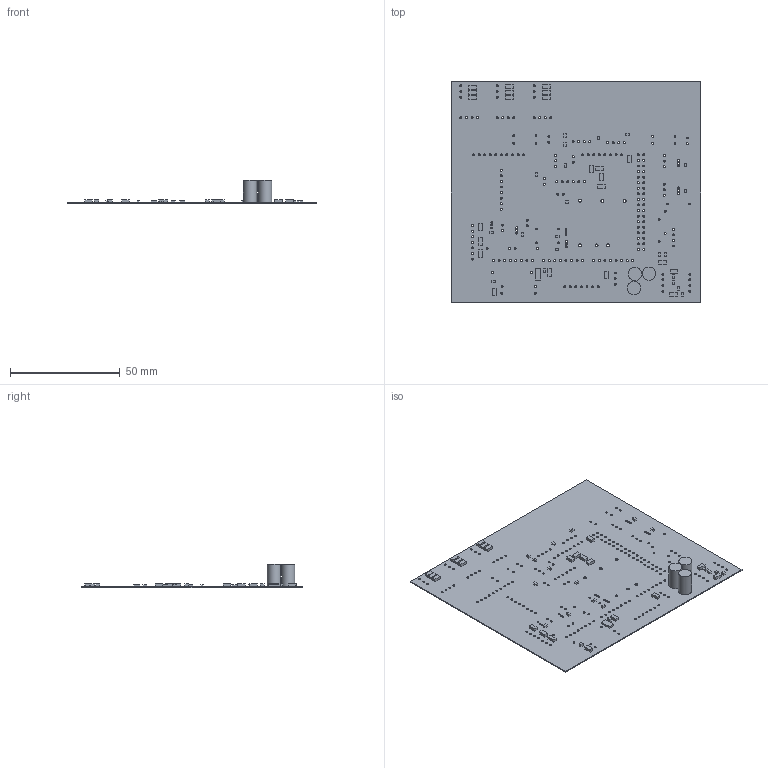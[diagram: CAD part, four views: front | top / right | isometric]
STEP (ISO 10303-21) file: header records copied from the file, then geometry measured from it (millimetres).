
FILE_DESCRIPTION(('Open CASCADE Model'),'2;1');
FILE_NAME('Open CASCADE Shape Model','2017-06-29T10:53:40',('Author'),( 'Open CASCADE'),'Open CASCADE STEP processor 6.8','Open CASCADE 6.8' ,'Unknown');
FILE_SCHEMA(('AUTOMOTIVE_DESIGN { 1 0 10303 214 1 1 1 1 }'));
Length unit declared in the file: millimetre
Products named in the file (68): PCB; Board; C5; 739455968; Extruded; C6; 739456104; C7; 739456240; C8; C12; 739455832; C13; C14; C15; C16; C17; C18; C19; C20; C21; C22; C23; C24; C25; C26; C27; C28; C29; C30; C31; C32; ILED3; 739267248; Cylinder; ILED4; 742396512; ILED5; R10; 739461952 ...
Assembly tree (106 placements, depth 4):
  PCB
    Board
    C5
      739455968
        Extruded
    C6
      739456104
        Extruded
    C7
      739456240
        Extruded
    C8
      739455968
        Extruded
    C12
      739455832
        Extruded
    C13
      739455832
        Extruded
    C14
      739455832
        Extruded
    C15
      739455968
        Extruded
    C16
      739455968
        Extruded
    C17
      739455968
        Extruded
    C18
      739455832
        Extruded
    C19
      739455832
        Extruded
    C20
      739455968
        Extruded
    C21
      739455968
        Extruded
    C22
      739455968
        Extruded
    C23
      739455968
        Extruded
    C24
      739455832
        Extruded
    C25
      739455832
        Extruded
    C26
      739455832
        Extruded
    C27
Bounding box: 113.67 x 100.58 x 10.51 mm (x, y, z)
Volume: 5719.4 mm3; surface area: 24557.9 mm2
Topology: 49 solids, 49 shells, 516 faces, 1254 edges, 836 vertices
Faces by surface type: plane 282, cylinder 234
Full cylindrical faces by diameter (mm): 0.8 x18, 0.85 x28, 0.9 x179, 1.3 x6, 6 x3
Entity records: 23773 total; most frequent: CARTESIAN_POINT 6199, DIRECTION 3165, ORIENTED_EDGE 1590, PCURVE 1590, DEFINITIONAL_REPRESENTATION 1590, LINE 1449, VECTOR 1449, AXIS2_PLACEMENT_3D 858
